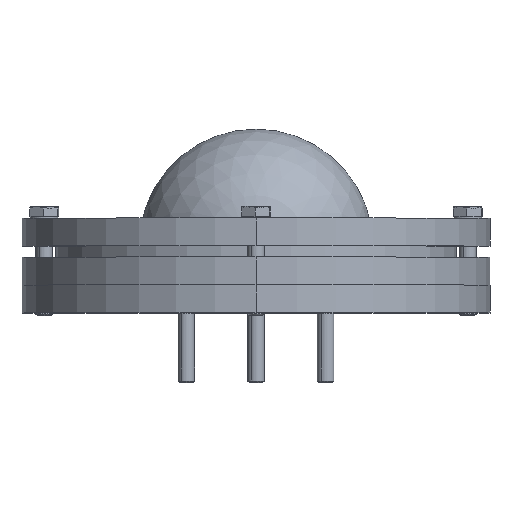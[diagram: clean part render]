
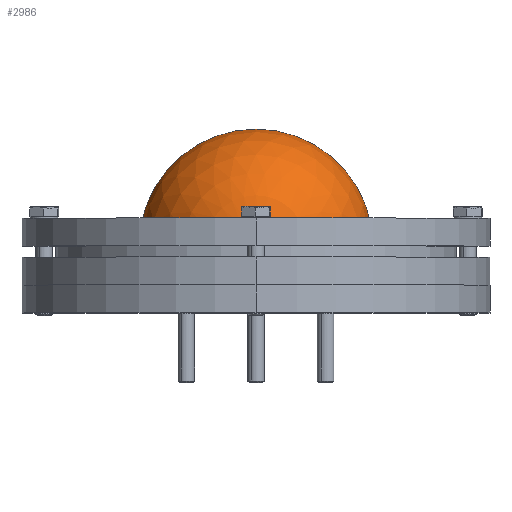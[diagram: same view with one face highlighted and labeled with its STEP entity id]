
A CAD part, top view. The second image highlights one B-rep face of the part: STEP entity #2986.
In plain terms, the highlighted spherical face has radius 42 mm.
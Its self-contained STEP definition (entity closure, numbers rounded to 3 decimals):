
#12 = CARTESIAN_POINT ( 'NONE',  ( 0., 4., 0. ) ) ;
#19 = AXIS2_PLACEMENT_3D ( 'NONE', #12, #2931, #1447 ) ;
#45 = AXIS2_PLACEMENT_3D ( 'NONE', #2321, #631, #2347 ) ;
#57 = EDGE_CURVE ( 'NONE', #1246, #2455, #144, .T. ) ;
#100 = EDGE_LOOP ( 'NONE', ( #346, #343, #2241 ) ) ;
#144 = CIRCLE ( 'NONE', #19, 42. ) ;
#317 = CARTESIAN_POINT ( 'NONE',  ( 42., 4., 0. ) ) ;
#343 = ORIENTED_EDGE ( 'NONE', *, *, #1814, .T. ) ;
#346 = ORIENTED_EDGE ( 'NONE', *, *, #57, .F. ) ;
#443 = DIRECTION ( 'NONE',  ( 0., 0., 1. ) ) ;
#550 = VERTEX_POINT ( 'NONE', #1163 ) ;
#631 = DIRECTION ( 'NONE',  ( 0., 0., 1. ) ) ;
#673 = CIRCLE ( 'NONE', #45, 42. ) ;
#877 = AXIS2_PLACEMENT_3D ( 'NONE', #2433, #1452, #1696 ) ;
#1163 = CARTESIAN_POINT ( 'NONE',  ( -42., 4., 0. ) ) ;
#1246 = VERTEX_POINT ( 'NONE', #1898 ) ;
#1359 = CIRCLE ( 'NONE', #2895, 42. ) ;
#1447 = DIRECTION ( 'NONE',  ( -1., 0., 0. ) ) ;
#1452 = DIRECTION ( 'NONE',  ( 0., 0., 1. ) ) ;
#1555 = EDGE_CURVE ( 'NONE', #550, #2455, #1359, .T. ) ;
#1696 = DIRECTION ( 'NONE',  ( 1., 0., 0. ) ) ;
#1814 = EDGE_CURVE ( 'NONE', #1246, #550, #673, .T. ) ;
#1898 = CARTESIAN_POINT ( 'NONE',  ( 0., 46., 0. ) ) ;
#2241 = ORIENTED_EDGE ( 'NONE', *, *, #1555, .T. ) ;
#2321 = CARTESIAN_POINT ( 'NONE',  ( 0., 4., 0. ) ) ;
#2347 = DIRECTION ( 'NONE',  ( 1., 0., 0. ) ) ;
#2433 = CARTESIAN_POINT ( 'NONE',  ( 0., 4., 0. ) ) ;
#2445 = CARTESIAN_POINT ( 'NONE',  ( 0., 4., 0. ) ) ;
#2455 = VERTEX_POINT ( 'NONE', #317 ) ;
#2588 = DIRECTION ( 'NONE',  ( 0., 1., 0. ) ) ;
#2592 = SPHERICAL_SURFACE ( 'NONE', #877, 42. ) ;
#2674 = FACE_OUTER_BOUND ( 'NONE', #100, .T. ) ;
#2895 = AXIS2_PLACEMENT_3D ( 'NONE', #2445, #2588, #443 ) ;
#2931 = DIRECTION ( 'NONE',  ( 0., 0., -1. ) ) ;
#2986 = ADVANCED_FACE ( 'NONE', ( #2674 ), #2592, .T. ) ;
